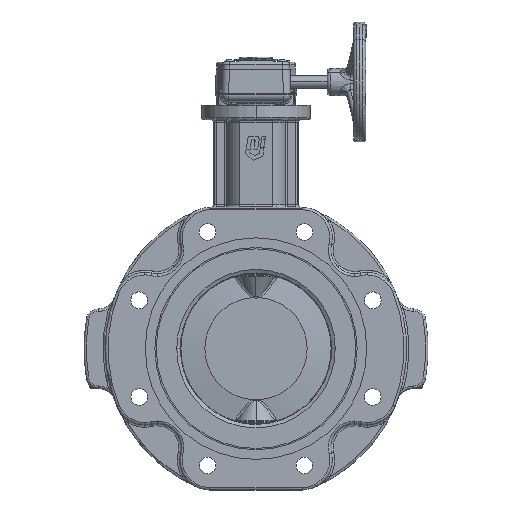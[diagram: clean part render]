
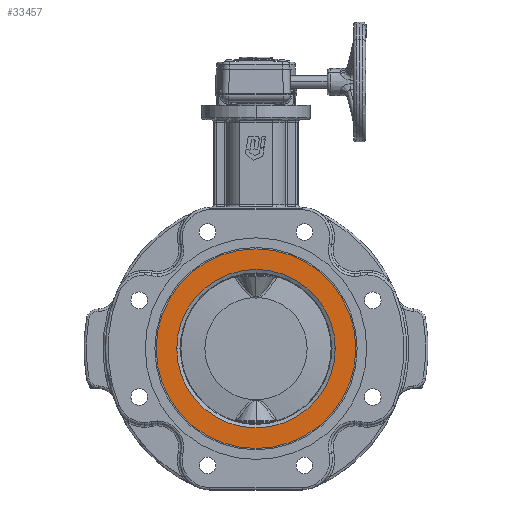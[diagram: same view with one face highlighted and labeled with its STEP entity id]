
A CAD part, left-side view. The second image highlights one B-rep face of the part: STEP entity #33457.
In plain terms, the highlighted planar face has unit normal (-1, 0, 0).
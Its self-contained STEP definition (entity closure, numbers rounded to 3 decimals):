
#3277=CARTESIAN_POINT('',(-28.1,65.821,-0.));
#3278=VERTEX_POINT('',#3277);
#3285=CARTESIAN_POINT('',(-28.1,-65.821,-0.));
#3286=VERTEX_POINT('',#3285);
#3287=CARTESIAN_POINT('',(-28.1,-0.,0.));
#3288=DIRECTION('',(1.,-0.,-0.));
#3289=DIRECTION('',(-0.,-1.,0.));
#3290=AXIS2_PLACEMENT_3D('',#3287,#3288,#3289);
#3291=CIRCLE('',#3290,65.821);
#3292=EDGE_CURVE('NONE',#3286,#3278,#3291,.T.);
#4088=CARTESIAN_POINT('',(-28.1,-82.9,0.));
#4089=VERTEX_POINT('',#4088);
#4090=CARTESIAN_POINT('',(-28.1,82.9,-0.));
#4091=VERTEX_POINT('',#4090);
#4092=CARTESIAN_POINT('',(-28.1,-0.,0.));
#4093=DIRECTION('',(1.,-0.,0.));
#4094=DIRECTION('',(-0.,-1.,0.));
#4095=AXIS2_PLACEMENT_3D('',#4092,#4093,#4094);
#4096=CIRCLE('',#4095,82.9);
#4097=EDGE_CURVE('NONE',#4089,#4091,#4096,.T.);
#33432=CARTESIAN_POINT('',(-28.1,-74.36,0.));
#33433=DIRECTION('',(-1.,0.,0.));
#33434=DIRECTION('',(0.,0.,-1.));
#33435=AXIS2_PLACEMENT_3D('',#33432,#33433,#33434);
#33436=PLANE('',#33435);
#33437=ORIENTED_EDGE('',*,*,#4097,.F.);
#33438=CARTESIAN_POINT('',(-28.1,-0.,0.));
#33439=DIRECTION('',(1.,-0.,0.));
#33440=DIRECTION('',(-0.,-1.,0.));
#33441=AXIS2_PLACEMENT_3D('',#33438,#33439,#33440);
#33442=CIRCLE('',#33441,82.9);
#33443=EDGE_CURVE('NONE',#4091,#4089,#33442,.T.);
#33444=ORIENTED_EDGE('',*,*,#33443,.F.);
#33445=EDGE_LOOP('',(#33437,#33444));
#33446=FACE_BOUND('',#33445,.T.);
#33447=ORIENTED_EDGE('',*,*,#3292,.T.);
#33448=CARTESIAN_POINT('',(-28.1,-0.,0.));
#33449=DIRECTION('',(1.,-0.,-0.));
#33450=DIRECTION('',(-0.,-1.,0.));
#33451=AXIS2_PLACEMENT_3D('',#33448,#33449,#33450);
#33452=CIRCLE('',#33451,65.821);
#33453=EDGE_CURVE('NONE',#3278,#3286,#33452,.T.);
#33454=ORIENTED_EDGE('',*,*,#33453,.T.);
#33455=EDGE_LOOP('',(#33447,#33454));
#33456=FACE_BOUND('',#33455,.T.);
#33457=ADVANCED_FACE('NONE',(#33446,#33456),#33436,.T.);
